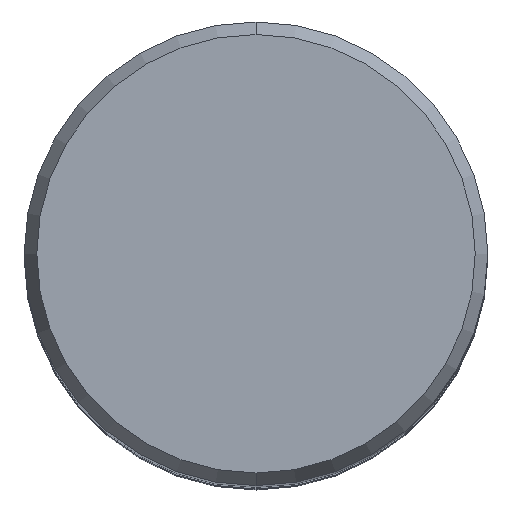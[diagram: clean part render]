
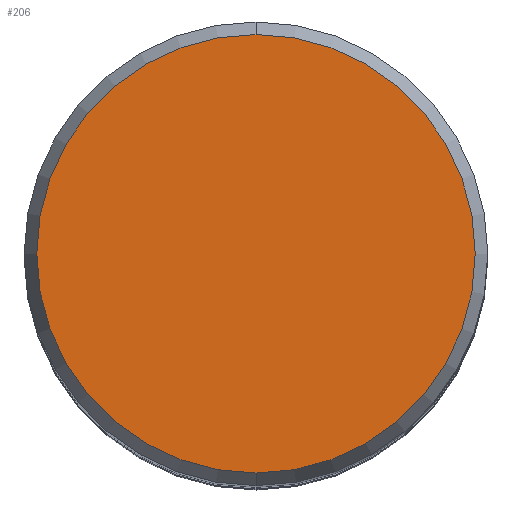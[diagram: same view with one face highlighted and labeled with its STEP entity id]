
A CAD part, top view. The second image highlights one B-rep face of the part: STEP entity #206.
In plain terms, the highlighted planar face has unit normal (0, 0, 1).
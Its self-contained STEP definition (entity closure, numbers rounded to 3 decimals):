
#206=ADVANCED_FACE('',(#537),#538,.T.);
#220=EDGE_CURVE('',#438,#296,#553,.T.);
#296=VERTEX_POINT('',#640);
#368=EDGE_CURVE('',#296,#438,#721,.T.);
#438=VERTEX_POINT('',#798);
#537=FACE_OUTER_BOUND('',#922,.T.);
#538=PLANE('',#923);
#553=CIRCLE('',#953,12.012);
#640=CARTESIAN_POINT('',(0.,-12.012,0.));
#721=CIRCLE('',#1307,12.012);
#798=CARTESIAN_POINT('',(0.0,12.012,0.));
#922=EDGE_LOOP('',(#1719,#1720));
#923=AXIS2_PLACEMENT_3D('',#1721,#1722,#1723);
#953=AXIS2_PLACEMENT_3D('',#1732,#1733,#1734);
#1307=AXIS2_PLACEMENT_3D('',#1939,#1940,#1941);
#1719=ORIENTED_EDGE('',*,*,#220,.F.);
#1720=ORIENTED_EDGE('',*,*,#368,.F.);
#1721=CARTESIAN_POINT('',(0.0,6.006,0.));
#1722=DIRECTION('',(-0.0,0.0,1.0));
#1723=DIRECTION('',(0.0,-1.0,0.0));
#1732=CARTESIAN_POINT('',(0.0,0.0,0.));
#1733=DIRECTION('',(0.0,0.0,-1.0));
#1734=DIRECTION('',(0.0,1.0,0.0));
#1939=CARTESIAN_POINT('',(0.0,0.0,0.));
#1940=DIRECTION('',(0.0,0.0,-1.0));
#1941=DIRECTION('',(0.0,1.0,0.0));
